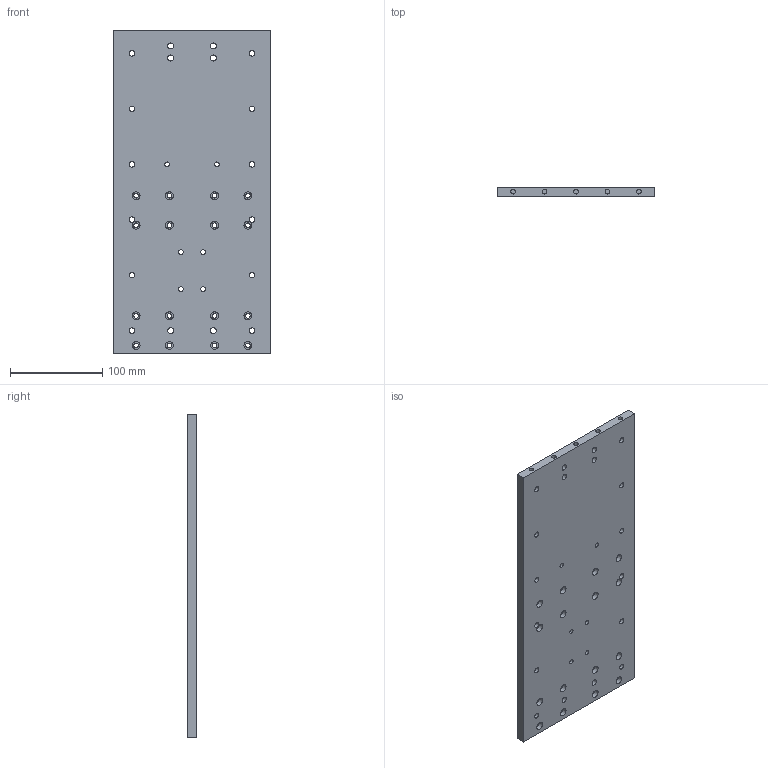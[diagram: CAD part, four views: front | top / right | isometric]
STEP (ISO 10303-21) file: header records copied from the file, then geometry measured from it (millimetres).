
FILE_DESCRIPTION(/* description */ ('','CAx-IF Rec.Pracs.---Representation and Presentation of Product Manufacturing Information (PMI)---4.0---2014-10-13'),/* implementation_level */ '2;1');
FILE_NAME(/* name */ 'Bearing Backplate.step',/* time_stamp */ '2025-01-07T00:29:57+05:30',/* author */ (''),/* organization */ (''),/* preprocessor_version */ 'ST-DEVELOPER v20',/* originating_system */ 'Autodesk Translation Framework v13.20.0.188',/* authorisation */ '');
FILE_SCHEMA (('AP242_MANAGED_MODEL_BASED_3D_ENGINEERING_MIM_LF { 1 0 10303 442 1 1 4 }'));
Length unit declared in the file: millimetre
Products named in the file (1): Bearing Backplate
Bounding box: 170 x 10 x 350 mm (x, y, z)
Volume: 580364.1 mm3; surface area: 136852.6 mm2
Topology: 1 solids, 1 shells, 88 faces, 195 edges, 130 vertices
Faces by surface type: cylinder 61, plane 27
Full cylindrical faces by diameter (mm): 5 x27, 6 x12, 6.5 x6, 8.5 x16
Entity records: 2701 total; most frequent: DIRECTION 495, CARTESIAN_POINT 414, ORIENTED_EDGE 390, AXIS2_PLACEMENT_3D 211, EDGE_CURVE 195, EDGE_LOOP 189, VERTEX_POINT 130, CIRCLE 122
